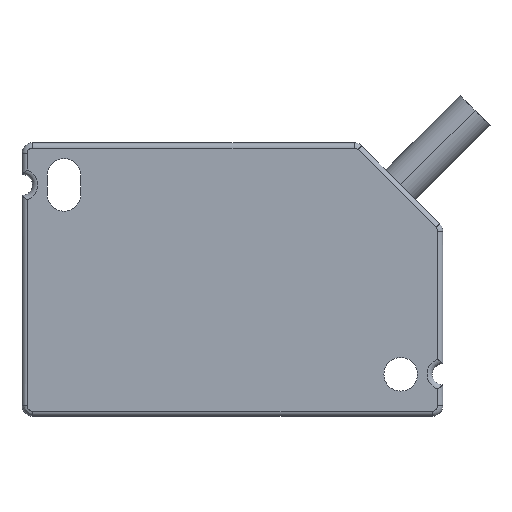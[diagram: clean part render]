
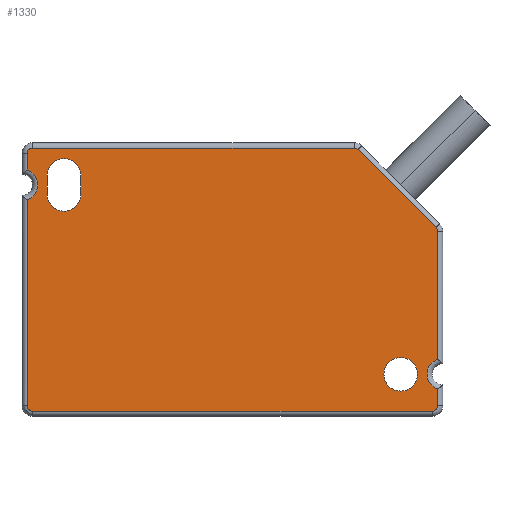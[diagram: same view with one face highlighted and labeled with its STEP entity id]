
A CAD part, left-side view. The second image highlights one B-rep face of the part: STEP entity #1330.
In plain terms, the highlighted planar face has unit normal (-1, 0, 0).
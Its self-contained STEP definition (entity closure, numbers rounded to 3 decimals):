
#56=CARTESIAN_POINT('',(-6.,36.,-3.1));
#57=DIRECTION('',(1.,0.,0.));
#58=DIRECTION('',(0.,1.,0.));
#59=AXIS2_PLACEMENT_3D('',#56,#57,#58);
#65=DIRECTION('',(0.,0.,1.));
#66=VECTOR('',#65,1.8);
#67=CARTESIAN_POINT('',(-6.,37.6,-4.9));
#68=LINE('',#67,#66);
#72=CARTESIAN_POINT('',(-6.,36.,-4.9));
#73=DIRECTION('',(1.,0.,0.));
#74=DIRECTION('',(0.,-1.,0.));
#75=AXIS2_PLACEMENT_3D('',#72,#73,#74);
#80=DIRECTION('',(0.,0.,-1.));
#81=VECTOR('',#80,1.8);
#82=CARTESIAN_POINT('',(-6.,34.4,-3.1));
#83=LINE('',#82,#81);
#87=CARTESIAN_POINT('',(-6.,4.,-22.));
#88=DIRECTION('',(1.,0.,0.));
#89=DIRECTION('',(0.,0.,-1.));
#90=AXIS2_PLACEMENT_3D('',#87,#88,#89);
#95=CARTESIAN_POINT('',(-6.,4.,-22.));
#96=DIRECTION('',(1.,0.,0.));
#97=DIRECTION('',(0.,0.,1.));
#98=AXIS2_PLACEMENT_3D('',#95,#96,#97);
#103=DIRECTION('',(0.,0.,1.));
#104=VECTOR('',#103,1.586);
#105=CARTESIAN_POINT('',(-6.,0.5,-25.));
#106=LINE('',#105,#104);
#110=CARTESIAN_POINT('',(-6.,1.,-25.));
#111=DIRECTION('',(-1.,0.,0.));
#112=DIRECTION('',(0.,0.,-1.));
#113=AXIS2_PLACEMENT_3D('',#110,#111,#112);
#118=DIRECTION('',(0.,-1.,0.));
#119=VECTOR('',#118,38.);
#120=CARTESIAN_POINT('',(-6.,39.,-25.5));
#121=LINE('',#120,#119);
#125=CARTESIAN_POINT('',(-6.,39.,-25.));
#126=DIRECTION('',(-1.,0.,0.));
#127=DIRECTION('',(0.,1.,0.));
#128=AXIS2_PLACEMENT_3D('',#125,#126,#127);
#133=DIRECTION('',(0.,0.,-1.));
#134=VECTOR('',#133,19.586);
#135=CARTESIAN_POINT('',(-6.,39.5,-5.414));
#136=LINE('',#135,#134);
#140=CARTESIAN_POINT('',(-6.,40.,-4.));
#141=DIRECTION('',(1.,0.,0.));
#142=DIRECTION('',(0.,-0.333,0.943));
#143=AXIS2_PLACEMENT_3D('',#140,#141,#142);
#148=DIRECTION('',(0.,0.,-1.));
#149=VECTOR('',#148,1.586);
#150=CARTESIAN_POINT('',(-6.,39.5,-1.));
#151=LINE('',#150,#149);
#155=CARTESIAN_POINT('',(-6.,39.,-1.));
#156=DIRECTION('',(-1.,0.,0.));
#157=DIRECTION('',(0.,0.,1.));
#158=AXIS2_PLACEMENT_3D('',#155,#156,#157);
#163=DIRECTION('',(0.,1.,0.));
#164=VECTOR('',#163,30.586);
#165=CARTESIAN_POINT('',(-6.,8.414,-0.5));
#166=LINE('',#165,#164);
#170=CARTESIAN_POINT('',(-6.,8.414,-1.));
#171=DIRECTION('',(-1.,0.,0.));
#172=DIRECTION('',(0.,-0.707,0.707));
#173=AXIS2_PLACEMENT_3D('',#170,#171,#172);
#178=DIRECTION('',(0.,0.707,0.707));
#179=VECTOR('',#178,10.485);
#180=CARTESIAN_POINT('',(-6.,0.646,-8.061));
#181=LINE('',#180,#179);
#185=CARTESIAN_POINT('',(-6.,1.,-8.414));
#186=DIRECTION('',(-1.,0.,0.));
#187=DIRECTION('',(0.,-1.,0.));
#188=AXIS2_PLACEMENT_3D('',#185,#186,#187);
#193=DIRECTION('',(0.,0.,1.));
#194=VECTOR('',#193,12.172);
#195=CARTESIAN_POINT('',(-6.,0.5,-20.586));
#196=LINE('',#195,#194);
#200=CARTESIAN_POINT('',(-6.,0.,-22.));
#201=DIRECTION('',(1.,0.,0.));
#202=DIRECTION('',(0.,0.333,-0.943));
#203=AXIS2_PLACEMENT_3D('',#200,#201,#202);
#1119=CARTESIAN_POINT('',(-6.,37.6,-3.1));
#1120=CARTESIAN_POINT('',(-6.,34.4,-3.1));
#1121=VERTEX_POINT('',#1119);
#1122=VERTEX_POINT('',#1120);
#1123=CARTESIAN_POINT('',(-6.,34.4,-4.9));
#1124=VERTEX_POINT('',#1123);
#1125=CARTESIAN_POINT('',(-6.,37.6,-4.9));
#1126=VERTEX_POINT('',#1125);
#1135=CARTESIAN_POINT('',(-6.,4.,-23.6));
#1136=CARTESIAN_POINT('',(-6.,4.,-20.4));
#1137=VERTEX_POINT('',#1135);
#1138=VERTEX_POINT('',#1136);
#1203=CARTESIAN_POINT('',(-6.,0.5,-25.));
#1204=CARTESIAN_POINT('',(-6.,0.5,-23.414));
#1205=VERTEX_POINT('',#1203);
#1206=VERTEX_POINT('',#1204);
#1207=CARTESIAN_POINT('',(-6.,1.,-25.5));
#1208=VERTEX_POINT('',#1207);
#1211=CARTESIAN_POINT('',(-6.,39.,-25.5));
#1212=VERTEX_POINT('',#1211);
#1215=CARTESIAN_POINT('',(-6.,39.5,-25.));
#1216=VERTEX_POINT('',#1215);
#1219=CARTESIAN_POINT('',(-6.,39.5,-5.414));
#1220=VERTEX_POINT('',#1219);
#1227=CARTESIAN_POINT('',(-6.,39.5,-1.));
#1228=CARTESIAN_POINT('',(-6.,39.5,-2.586));
#1229=VERTEX_POINT('',#1227);
#1230=VERTEX_POINT('',#1228);
#1231=CARTESIAN_POINT('',(-6.,39.,-0.5));
#1232=VERTEX_POINT('',#1231);
#1235=CARTESIAN_POINT('',(-6.,8.414,-0.5));
#1236=VERTEX_POINT('',#1235);
#1239=CARTESIAN_POINT('',(-6.,8.061,-0.646));
#1240=VERTEX_POINT('',#1239);
#1243=CARTESIAN_POINT('',(-6.,0.646,-8.061));
#1244=VERTEX_POINT('',#1243);
#1247=CARTESIAN_POINT('',(-6.,0.5,-8.414));
#1248=VERTEX_POINT('',#1247);
#1251=CARTESIAN_POINT('',(-6.,0.5,-20.586));
#1252=VERTEX_POINT('',#1251);
#1279=CARTESIAN_POINT('',(-6.,0.,0.));
#1280=DIRECTION('',(1.,0.,0.));
#1281=DIRECTION('',(0.,0.,-1.));
#1282=AXIS2_PLACEMENT_3D('',#1279,#1280,#1281);
#1283=PLANE('',#1282);
#1285=ORIENTED_EDGE('',*,*,#1284,.F.);
#1287=ORIENTED_EDGE('',*,*,#1286,.F.);
#1289=ORIENTED_EDGE('',*,*,#1288,.F.);
#1291=ORIENTED_EDGE('',*,*,#1290,.F.);
#1293=ORIENTED_EDGE('',*,*,#1292,.F.);
#1295=ORIENTED_EDGE('',*,*,#1294,.F.);
#1297=ORIENTED_EDGE('',*,*,#1296,.F.);
#1299=ORIENTED_EDGE('',*,*,#1298,.F.);
#1301=ORIENTED_EDGE('',*,*,#1300,.F.);
#1303=ORIENTED_EDGE('',*,*,#1302,.F.);
#1305=ORIENTED_EDGE('',*,*,#1304,.F.);
#1307=ORIENTED_EDGE('',*,*,#1306,.F.);
#1309=ORIENTED_EDGE('',*,*,#1308,.F.);
#1311=ORIENTED_EDGE('',*,*,#1310,.F.);
#1312=EDGE_LOOP('',(#1285,#1287,#1289,#1291,#1293,#1295,#1297,#1299,#1301,#1303,
#1305,#1307,#1309,#1311));
#1313=FACE_OUTER_BOUND('',#1312,.F.);
#1315=ORIENTED_EDGE('',*,*,#1314,.F.);
#1317=ORIENTED_EDGE('',*,*,#1316,.F.);
#1319=ORIENTED_EDGE('',*,*,#1318,.F.);
#1321=ORIENTED_EDGE('',*,*,#1320,.F.);
#1322=EDGE_LOOP('',(#1315,#1317,#1319,#1321));
#1323=FACE_BOUND('',#1322,.F.);
#1325=ORIENTED_EDGE('',*,*,#1324,.F.);
#1327=ORIENTED_EDGE('',*,*,#1326,.F.);
#1328=EDGE_LOOP('',(#1325,#1327));
#1329=FACE_BOUND('',#1328,.F.);
#1330=ADVANCED_FACE('',(#1313,#1323,#1329),#1283,.F.);
#60=CIRCLE('',#59,1.6);
#76=CIRCLE('',#75,1.6);
#91=CIRCLE('',#90,1.6);
#99=CIRCLE('',#98,1.6);
#114=CIRCLE('',#113,0.5);
#129=CIRCLE('',#128,0.5);
#144=CIRCLE('',#143,1.5);
#159=CIRCLE('',#158,0.5);
#174=CIRCLE('',#173,0.5);
#189=CIRCLE('',#188,0.5);
#204=CIRCLE('',#203,1.5);
#1284=EDGE_CURVE('',#1205,#1206,#106,.T.);
#1286=EDGE_CURVE('',#1208,#1205,#114,.T.);
#1288=EDGE_CURVE('',#1212,#1208,#121,.T.);
#1290=EDGE_CURVE('',#1216,#1212,#129,.T.);
#1292=EDGE_CURVE('',#1220,#1216,#136,.T.);
#1294=EDGE_CURVE('',#1230,#1220,#144,.T.);
#1296=EDGE_CURVE('',#1229,#1230,#151,.T.);
#1298=EDGE_CURVE('',#1232,#1229,#159,.T.);
#1300=EDGE_CURVE('',#1236,#1232,#166,.T.);
#1302=EDGE_CURVE('',#1240,#1236,#174,.T.);
#1304=EDGE_CURVE('',#1244,#1240,#181,.T.);
#1306=EDGE_CURVE('',#1248,#1244,#189,.T.);
#1308=EDGE_CURVE('',#1252,#1248,#196,.T.);
#1310=EDGE_CURVE('',#1206,#1252,#204,.T.);
#1314=EDGE_CURVE('',#1121,#1122,#60,.T.);
#1316=EDGE_CURVE('',#1126,#1121,#68,.T.);
#1318=EDGE_CURVE('',#1124,#1126,#76,.T.);
#1320=EDGE_CURVE('',#1122,#1124,#83,.T.);
#1324=EDGE_CURVE('',#1137,#1138,#91,.T.);
#1326=EDGE_CURVE('',#1138,#1137,#99,.T.);
